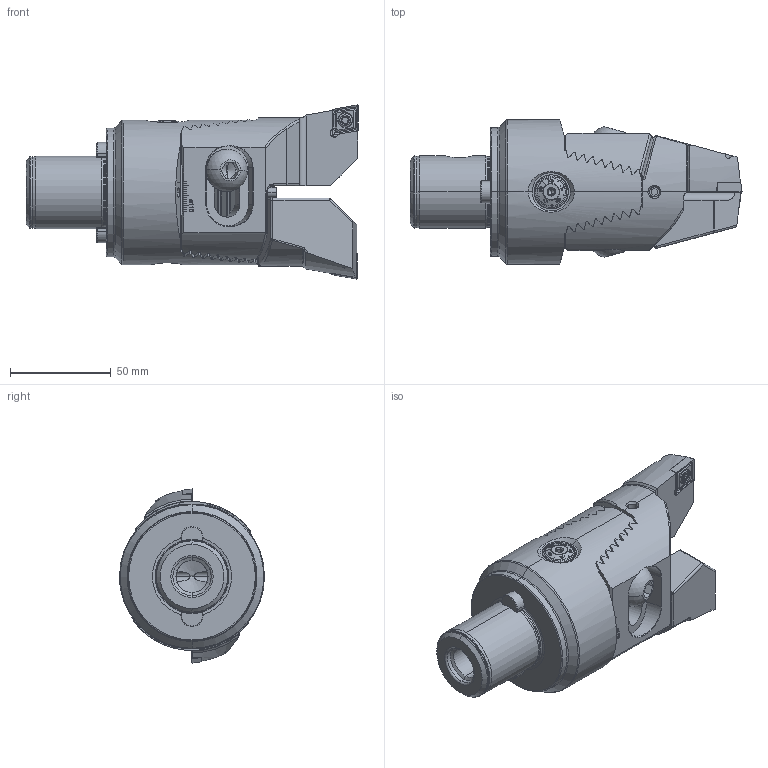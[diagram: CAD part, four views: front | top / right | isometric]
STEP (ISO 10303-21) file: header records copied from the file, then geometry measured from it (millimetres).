
FILE_DESCRIPTION (( 'STEP AP203' ), '1' );
FILE_NAME ('ST6-ZC7.K23.125.STEP', '2016-02-12T12:00:11', ( 'SWIAdmin' ), ( 'Hewlett-Packard Company' ), 'SwSTEP 2.0', 'SolidWorks 2015', '' );
FILE_SCHEMA (( 'CONFIG_CONTROL_DESIGN' ));
Length unit declared in the file: millimetre
Products named in the file (23): ZC7-BG1.017.050; ZC7-WCC.010.050; Z72-ER1.001.025; ZCx-BG2.00x.0xx_A_ZC7; ZC7-BG3.005.040_A_ZC7; Z42-ER2.001.019_A; ST6-ER2.001.012_A; ZC7-BG1.017.050_B; ZC7-xxx.001.050_A_versetzt Combi; ST6-ZC7.K23.125; F32-BG2.014.012_A; ZC7-xxx.001.050_A; F32-BG2.017.003_A; Z72-ER3.001.030; ST6-ZC7.K23.125_A; F32-BG2.017.004_A; CCMT120404; F32-BG2.009.019_A; WCC-ER2.001.010_A; Z72-ER1.002.025_A; F32-BG1.010.006_A; ISO 4028 - M3 x 5_M3x8; Z72-ER1.003.025_A_gespannt
Assembly tree (26 placements, depth 3):
  ST6-ZC7.K23.125
    ST6-ZC7.K23.125_A
    Z72-ER1.001.025  x2
      Z72-ER1.002.025_A
      Z72-ER1.003.025_A_gespannt
    Z42-ER2.001.019_A
    ZC7-WCC.010.050
      ZC7-xxx.001.050_A_versetzt Combi
      ZC7-xxx.001.050_A
      Z72-ER3.001.030
      CCMT120404  x2
      WCC-ER2.001.010_A  x2
      ISO 4028 - M3 x 5_M3x8
    ZC7-BG3.005.040_A_ZC7
    ZC7-BG1.017.050
      ZC7-BG1.017.050_B
      F32-BG2.014.012_A
      F32-BG2.017.003_A
      F32-BG2.017.004_A
      F32-BG2.009.019_A
      F32-BG1.010.006_A
    ZCx-BG2.00x.0xx_A_ZC7
    ST6-ER2.001.012_A  x2
Bounding box: 165 x 72 x 86.5 mm (x, y, z)
Volume: 385735 mm3; surface area: 91238.7 mm2
Topology: 24 solids, 24 shells, 1692 faces, 4448 edges, 2786 vertices
Faces by surface type: plane 795, cylinder 345, cone 327, bspline 127, torus 82, sphere 16
Entity records: 57197 total; most frequent: CARTESIAN_POINT 18747, ORIENTED_EDGE 8174, DIRECTION 6718, EDGE_CURVE 4087, VERTEX_POINT 2595, AXIS2_PLACEMENT_3D 2413, VECTOR 1892, LINE 1892
